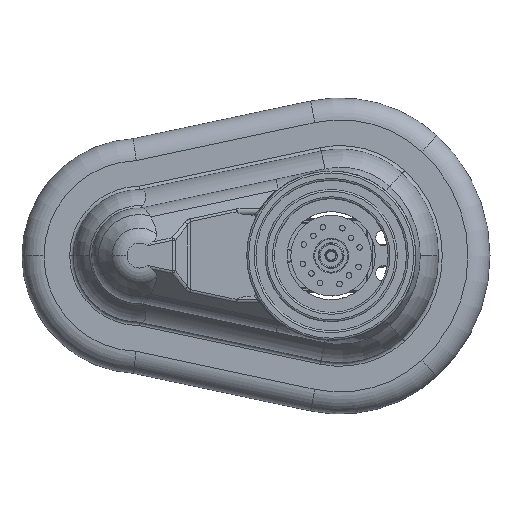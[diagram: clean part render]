
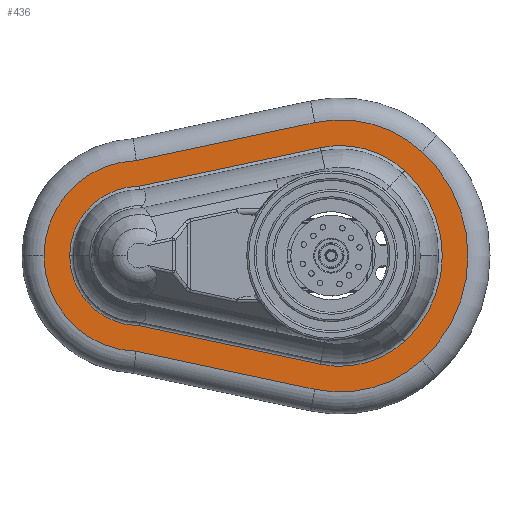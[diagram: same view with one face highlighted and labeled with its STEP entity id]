
A CAD part, top view. The second image highlights one B-rep face of the part: STEP entity #436.
In plain terms, the highlighted planar face has unit normal (0, 0, 1).
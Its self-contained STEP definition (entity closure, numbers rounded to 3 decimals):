
#273 = EDGE_CURVE ( 'NONE', #22522, #31765, #34134, .T. ) ;
#436 = ADVANCED_FACE ( 'NONE', ( #22454, #35361 ), #19036, .T. ) ;
#1414 = CARTESIAN_POINT ( 'NONE',  ( 3.459, 4.061, 10. ) ) ;
#1849 = CIRCLE ( 'NONE', #25816, 26. ) ;
#2897 = CARTESIAN_POINT ( 'NONE',  ( 3.459, 4.061, 10. ) ) ;
#3183 = ORIENTED_EDGE ( 'NONE', *, *, #23699, .T. ) ;
#3511 = CIRCLE ( 'NONE', #6265, 26. ) ;
#3864 = CARTESIAN_POINT ( 'NONE',  ( -0.25, 0., 10. ) ) ;
#4146 = CARTESIAN_POINT ( 'NONE',  ( -51.312, -19., 10. ) ) ;
#4599 = AXIS2_PLACEMENT_3D ( 'NONE', #37777, #5353, #18439 ) ;
#5353 = DIRECTION ( 'NONE',  ( 0., 0., -1. ) ) ;
#5441 = VECTOR ( 'NONE', #15036, 1000. ) ;
#5664 = ORIENTED_EDGE ( 'NONE', *, *, #14633, .T. ) ;
#5965 = VERTEX_POINT ( 'NONE', #20534 ) ;
#6036 = DIRECTION ( 'NONE',  ( -0.978, 0.208, 0. ) ) ;
#6265 = AXIS2_PLACEMENT_3D ( 'NONE', #27166, #40251, #30812 ) ;
#6308 = ORIENTED_EDGE ( 'NONE', *, *, #27199, .T. ) ;
#6396 = CARTESIAN_POINT ( 'NONE',  ( -77.206, 0., 10. ) ) ;
#6426 = DIRECTION ( 'NONE',  ( -1., 0., 0. ) ) ;
#8436 = EDGE_CURVE ( 'NONE', #20380, #15149, #22411, .T. ) ;
#9162 = CARTESIAN_POINT ( 'NONE',  ( -52.122, 25.984, 10. ) ) ;
#9458 = AXIS2_PLACEMENT_3D ( 'NONE', #26783, #32809, #16916 ) ;
#9783 = EDGE_CURVE ( 'NONE', #31765, #37882, #1849, .T. ) ;
#10703 = EDGE_CURVE ( 'NONE', #42202, #5965, #30805, .T. ) ;
#11005 = ORIENTED_EDGE ( 'NONE', *, *, #23538, .T. ) ;
#11831 = EDGE_CURVE ( 'NONE', #18014, #31968, #3511, .T. ) ;
#12299 = VECTOR ( 'NONE', #6036, 1000. ) ;
#13225 = VERTEX_POINT ( 'NONE', #17477 ) ;
#13576 = CARTESIAN_POINT ( 'NONE',  ( -51.206, 0., 10. ) ) ;
#13707 = DIRECTION ( 'NONE',  ( -1., 0., 0. ) ) ;
#13910 = EDGE_CURVE ( 'NONE', #13225, #17507, #14483, .T. ) ;
#14483 = CIRCLE ( 'NONE', #35032, 38.5 ) ;
#14617 = CARTESIAN_POINT ( 'NONE',  ( -1.946, 29.493, 10. ) ) ;
#14633 = EDGE_CURVE ( 'NONE', #22911, #20172, #32373, .T. ) ;
#15036 = DIRECTION ( 'NONE',  ( 0.978, 0.208, 0. ) ) ;
#15149 = VERTEX_POINT ( 'NONE', #20117 ) ;
#15640 = CARTESIAN_POINT ( 'NONE',  ( 25.715, 28.426, 10. ) ) ;
#15918 = CARTESIAN_POINT ( 'NONE',  ( -51.413, -18.978, 10. ) ) ;
#16638 = CIRCLE ( 'NONE', #39941, 33. ) ;
#16916 = DIRECTION ( 'NONE',  ( -1., 0., 0. ) ) ;
#17000 = EDGE_CURVE ( 'NONE', #15149, #22522, #34848, .T. ) ;
#17139 = DIRECTION ( 'NONE',  ( 0., 0., -1. ) ) ;
#17477 = CARTESIAN_POINT ( 'NONE',  ( 25.715, -28.426, 10. ) ) ;
#17507 = VERTEX_POINT ( 'NONE', #15640 ) ;
#18014 = VERTEX_POINT ( 'NONE', #9162 ) ;
#18394 = AXIS2_PLACEMENT_3D ( 'NONE', #13576, #21288, #37602 ) ;
#18439 = DIRECTION ( 'NONE',  ( -1., 0., 0. ) ) ;
#18695 = DIRECTION ( 'NONE',  ( -0.978, -0.208, 0. ) ) ;
#18947 = DIRECTION ( 'NONE',  ( 0., 0., -1. ) ) ;
#19036 = PLANE ( 'NONE',  #25991 ) ;
#19074 = CIRCLE ( 'NONE', #21896, 31.5 ) ;
#20117 = CARTESIAN_POINT ( 'NONE',  ( -70.206, 0., 10. ) ) ;
#20172 = VERTEX_POINT ( 'NONE', #32056 ) ;
#20363 = DIRECTION ( 'NONE',  ( -1., 0., 0. ) ) ;
#20380 = VERTEX_POINT ( 'NONE', #4146 ) ;
#20415 = CIRCLE ( 'NONE', #9458, 33. ) ;
#20534 = CARTESIAN_POINT ( 'NONE',  ( -3.402, -36.34, 10. ) ) ;
#20580 = EDGE_CURVE ( 'NONE', #5965, #13225, #20415, .T. ) ;
#21126 = AXIS2_PLACEMENT_3D ( 'NONE', #36238, #26152, #6426 ) ;
#21288 = DIRECTION ( 'NONE',  ( 0., 0., -1. ) ) ;
#21896 = AXIS2_PLACEMENT_3D ( 'NONE', #36864, #17139, #13707 ) ;
#22411 = CIRCLE ( 'NONE', #4599, 19. ) ;
#22454 = FACE_BOUND ( 'NONE', #25392, .T. ) ;
#22522 = VERTEX_POINT ( 'NONE', #37662 ) ;
#22681 = DIRECTION ( 'NONE',  ( 1., 0., 0. ) ) ;
#22824 = ORIENTED_EDGE ( 'NONE', *, *, #8436, .T. ) ;
#22911 = VERTEX_POINT ( 'NONE', #30317 ) ;
#22976 = EDGE_CURVE ( 'NONE', #20172, #20380, #28995, .T. ) ;
#23438 = AXIS2_PLACEMENT_3D ( 'NONE', #38487, #18947, #35269 ) ;
#23538 = EDGE_CURVE ( 'NONE', #31968, #42202, #24658, .T. ) ;
#23586 = DIRECTION ( 'NONE',  ( 0., 0., 1. ) ) ;
#23699 = EDGE_CURVE ( 'NONE', #37882, #22911, #19074, .T. ) ;
#23876 = CARTESIAN_POINT ( 'NONE',  ( -1.946, 29.493, 10. ) ) ;
#24571 = CARTESIAN_POINT ( 'NONE',  ( -26.434, -31.444, 10. ) ) ;
#24658 = CIRCLE ( 'NONE', #21126, 26. ) ;
#25392 = EDGE_LOOP ( 'NONE', ( #28198, #22824, #35962, #41915, #41056, #3183, #5664 ) ) ;
#25816 = AXIS2_PLACEMENT_3D ( 'NONE', #2897, #28000, #34663 ) ;
#25991 = AXIS2_PLACEMENT_3D ( 'NONE', #32138, #39419, #22681 ) ;
#26152 = DIRECTION ( 'NONE',  ( 0., 0., 1. ) ) ;
#26506 = CARTESIAN_POINT ( 'NONE',  ( 20.994, 23.258, 10. ) ) ;
#26783 = CARTESIAN_POINT ( 'NONE',  ( 3.459, -4.061, 10. ) ) ;
#26941 = ORIENTED_EDGE ( 'NONE', *, *, #10703, .T. ) ;
#27166 = CARTESIAN_POINT ( 'NONE',  ( -51.206, 0., 10. ) ) ;
#27199 = EDGE_CURVE ( 'NONE', #17507, #38208, #16638, .T. ) ;
#28000 = DIRECTION ( 'NONE',  ( 0., 0., -1. ) ) ;
#28147 = EDGE_LOOP ( 'NONE', ( #32166, #28227, #11005, #26941, #32222, #39171, #6308 ) ) ;
#28198 = ORIENTED_EDGE ( 'NONE', *, *, #22976, .T. ) ;
#28227 = ORIENTED_EDGE ( 'NONE', *, *, #11831, .T. ) ;
#28974 = LINE ( 'NONE', #35000, #40786 ) ;
#28995 = LINE ( 'NONE', #15918, #12299 ) ;
#30317 = CARTESIAN_POINT ( 'NONE',  ( 20.994, -23.258, 10. ) ) ;
#30805 = LINE ( 'NONE', #24571, #34117 ) ;
#30812 = DIRECTION ( 'NONE',  ( -1., 0., 0. ) ) ;
#31765 = VERTEX_POINT ( 'NONE', #23876 ) ;
#31968 = VERTEX_POINT ( 'NONE', #6396 ) ;
#32056 = CARTESIAN_POINT ( 'NONE',  ( -1.946, -29.493, 10. ) ) ;
#32138 = CARTESIAN_POINT ( 'NONE',  ( -19.75, 0., 10. ) ) ;
#32166 = ORIENTED_EDGE ( 'NONE', *, *, #39445, .T. ) ;
#32222 = ORIENTED_EDGE ( 'NONE', *, *, #20580, .T. ) ;
#32373 = CIRCLE ( 'NONE', #23438, 26. ) ;
#32809 = DIRECTION ( 'NONE',  ( 0., 0., 1. ) ) ;
#34117 = VECTOR ( 'NONE', #40882, 1000. ) ;
#34134 = LINE ( 'NONE', #14617, #5441 ) ;
#34663 = DIRECTION ( 'NONE',  ( -1., 0., 0. ) ) ;
#34848 = CIRCLE ( 'NONE', #18394, 19. ) ;
#34989 = CARTESIAN_POINT ( 'NONE',  ( -52.122, -25.984, 10. ) ) ;
#35000 = CARTESIAN_POINT ( 'NONE',  ( -26.434, 31.444, 10. ) ) ;
#35032 = AXIS2_PLACEMENT_3D ( 'NONE', #3864, #23586, #20363 ) ;
#35269 = DIRECTION ( 'NONE',  ( -1., 0., 0. ) ) ;
#35361 = FACE_OUTER_BOUND ( 'NONE', #28147, .T. ) ;
#35962 = ORIENTED_EDGE ( 'NONE', *, *, #17000, .T. ) ;
#36238 = CARTESIAN_POINT ( 'NONE',  ( -51.206, 0., 10. ) ) ;
#36864 = CARTESIAN_POINT ( 'NONE',  ( -0.25, 0., 10. ) ) ;
#37035 = DIRECTION ( 'NONE',  ( 0., 0., 1. ) ) ;
#37400 = CARTESIAN_POINT ( 'NONE',  ( -3.402, 36.34, 10. ) ) ;
#37602 = DIRECTION ( 'NONE',  ( -1., 0., 0. ) ) ;
#37662 = CARTESIAN_POINT ( 'NONE',  ( -51.312, 19., 10. ) ) ;
#37777 = CARTESIAN_POINT ( 'NONE',  ( -51.206, 0., 10. ) ) ;
#37882 = VERTEX_POINT ( 'NONE', #26506 ) ;
#38208 = VERTEX_POINT ( 'NONE', #37400 ) ;
#38487 = CARTESIAN_POINT ( 'NONE',  ( 3.459, -4.061, 10. ) ) ;
#39171 = ORIENTED_EDGE ( 'NONE', *, *, #13910, .T. ) ;
#39419 = DIRECTION ( 'NONE',  ( 0., 0., 1. ) ) ;
#39445 = EDGE_CURVE ( 'NONE', #38208, #18014, #28974, .T. ) ;
#39941 = AXIS2_PLACEMENT_3D ( 'NONE', #1414, #37035, #40884 ) ;
#40251 = DIRECTION ( 'NONE',  ( 0., 0., 1. ) ) ;
#40786 = VECTOR ( 'NONE', #18695, 1000. ) ;
#40882 = DIRECTION ( 'NONE',  ( 0.978, -0.208, 0. ) ) ;
#40884 = DIRECTION ( 'NONE',  ( -1., 0., 0. ) ) ;
#41056 = ORIENTED_EDGE ( 'NONE', *, *, #9783, .T. ) ;
#41915 = ORIENTED_EDGE ( 'NONE', *, *, #273, .T. ) ;
#42202 = VERTEX_POINT ( 'NONE', #34989 ) ;
